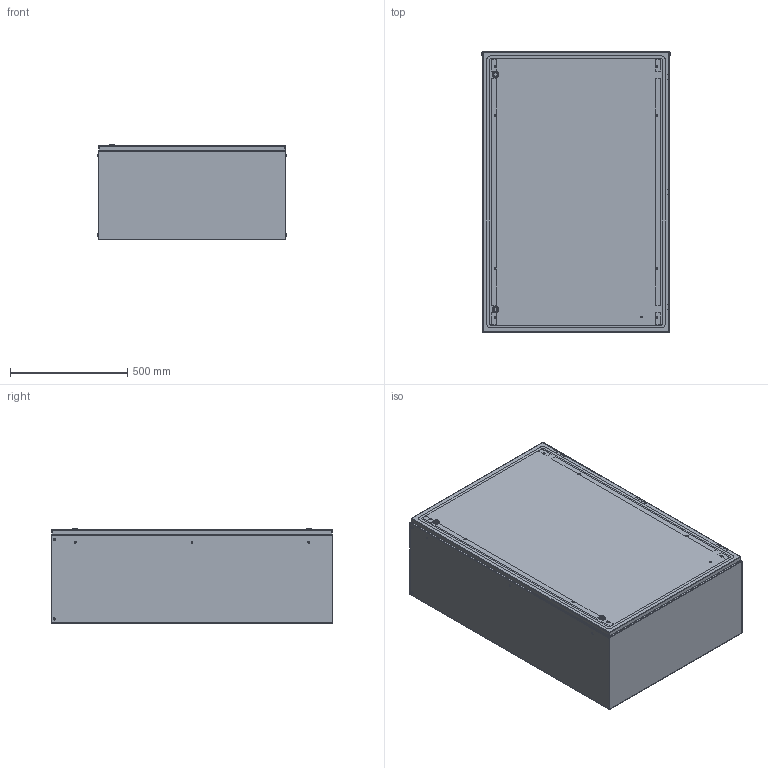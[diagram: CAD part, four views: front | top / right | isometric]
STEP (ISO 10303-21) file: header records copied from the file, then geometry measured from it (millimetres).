
FILE_DESCRIPTION (( 'STEP AP214' ), '1' );
FILE_NAME ('IP-SS1208040_stp.step', '2025-04-28T12:42:03', ( '' ), ( '' ), 'SwSTEP 2.0', 'SolidWorks 2023', '' );
FILE_SCHEMA (( 'AUTOMOTIVE_DESIGN' ));
Length unit declared in the file: millimetre
Products named in the file (1): IP-SS1208040_stp
Bounding box: 801 x 1200 x 405.5 mm (x, y, z)
Volume: 7338185.4 mm3; surface area: 9519662.6 mm2
Topology: 87 solids, 89 shells, 2713 faces, 6726 edges, 4278 vertices
Faces by surface type: plane 1153, cylinder 1024, cone 302, bspline 154, torus 68, sphere 12
Entity records: 92615 total; most frequent: CARTESIAN_POINT 26834, DIRECTION 13530, ORIENTED_EDGE 13428, EDGE_CURVE 6714, AXIS2_PLACEMENT_3D 5182, VERTEX_POINT 4278, VECTOR 3166, LINE 3166
